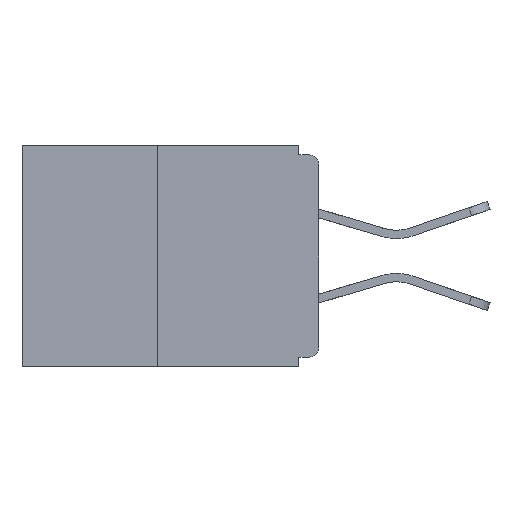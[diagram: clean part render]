
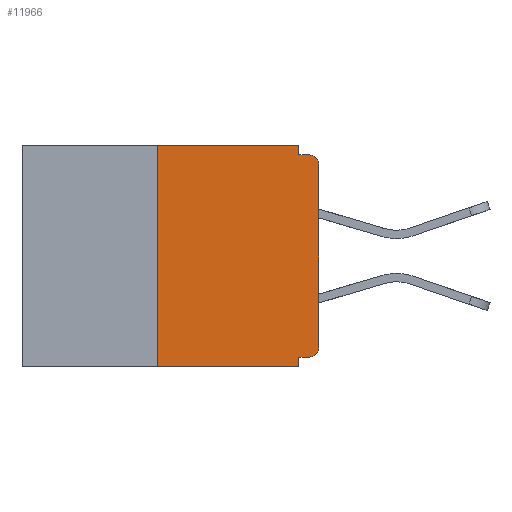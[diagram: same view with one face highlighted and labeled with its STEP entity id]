
A CAD part, left-side view. The second image highlights one B-rep face of the part: STEP entity #11966.
In plain terms, the highlighted planar face has unit normal (-1, 0, 0).
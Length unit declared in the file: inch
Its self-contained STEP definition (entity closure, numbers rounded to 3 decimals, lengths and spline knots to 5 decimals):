
#236 = VECTOR ( 'NONE', #3464, 39.37008 ) ;
#648 = EDGE_CURVE ( 'NONE', #9351, #5938, #8556, .T. ) ;
#927 = VECTOR ( 'NONE', #11825, 39.37008 ) ;
#1031 = DIRECTION ( 'NONE',  ( -1., 0., 0. ) ) ;
#1228 = ORIENTED_EDGE ( 'NONE', *, *, #3031, .F. ) ;
#1243 = ORIENTED_EDGE ( 'NONE', *, *, #6596, .F. ) ;
#1263 = DIRECTION ( 'NONE',  ( -1., 0., 0. ) ) ;
#1266 = LINE ( 'NONE', #10747, #10754 ) ;
#1636 = LINE ( 'NONE', #8169, #2846 ) ;
#1958 = VERTEX_POINT ( 'NONE', #11951 ) ;
#2060 = CIRCLE ( 'NONE', #6501, 0.015 ) ;
#2323 = DIRECTION ( 'NONE',  ( 0., -1., 0. ) ) ;
#2498 = DIRECTION ( 'NONE',  ( 1., 0., 0. ) ) ;
#2517 = CARTESIAN_POINT ( 'NONE',  ( 0., 0.031, -0.343 ) ) ;
#2649 = CARTESIAN_POINT ( 'NONE',  ( 0., 0.25, -0.343 ) ) ;
#2669 = CIRCLE ( 'NONE', #10084, 0.015 ) ;
#2796 = CARTESIAN_POINT ( 'NONE',  ( 0., 0.46, -0.343 ) ) ;
#2846 = VECTOR ( 'NONE', #2323, 39.37008 ) ;
#2930 = CARTESIAN_POINT ( 'NONE',  ( 0., 0.25, 0. ) ) ;
#3031 = EDGE_CURVE ( 'NONE', #4389, #5938, #11592, .T. ) ;
#3262 = AXIS2_PLACEMENT_3D ( 'NONE', #6372, #2498, #4576 ) ;
#3464 = DIRECTION ( 'NONE',  ( 0., -1., 0. ) ) ;
#3525 = VECTOR ( 'NONE', #9668, 39.37008 ) ;
#3612 = VECTOR ( 'NONE', #10403, 39.37008 ) ;
#4080 = CARTESIAN_POINT ( 'NONE',  ( 0., 0.031, -0.328 ) ) ;
#4095 = EDGE_CURVE ( 'NONE', #7052, #10456, #6796, .T. ) ;
#4143 = DIRECTION ( 'NONE',  ( 0., 0., -1. ) ) ;
#4173 = EDGE_LOOP ( 'NONE', ( #10609, #5615, #11930, #1228, #11078, #11018, #11023, #10486, #7217, #1243 ) ) ;
#4294 = CARTESIAN_POINT ( 'NONE',  ( 0., 0.031, -0.015 ) ) ;
#4319 = EDGE_CURVE ( 'NONE', #4733, #1958, #2060, .T. ) ;
#4389 = VERTEX_POINT ( 'NONE', #4080 ) ;
#4576 = DIRECTION ( 'NONE',  ( 0., 0., -1. ) ) ;
#4733 = VERTEX_POINT ( 'NONE', #4959 ) ;
#4863 = CARTESIAN_POINT ( 'NONE',  ( 0., 0., 0. ) ) ;
#4959 = CARTESIAN_POINT ( 'NONE',  ( 0., 0., -0.03 ) ) ;
#5164 = VECTOR ( 'NONE', #11593, 39.37008 ) ;
#5295 = CARTESIAN_POINT ( 'NONE',  ( 0., 0.031, -0.343 ) ) ;
#5615 = ORIENTED_EDGE ( 'NONE', *, *, #8119, .F. ) ;
#5674 = CARTESIAN_POINT ( 'NONE',  ( 0., 0., -0.313 ) ) ;
#5938 = VERTEX_POINT ( 'NONE', #5295 ) ;
#6005 = DIRECTION ( 'NONE',  ( 0., 0., -1. ) ) ;
#6350 = VERTEX_POINT ( 'NONE', #4294 ) ;
#6372 = CARTESIAN_POINT ( 'NONE',  ( 0., 0.46, 0. ) ) ;
#6501 = AXIS2_PLACEMENT_3D ( 'NONE', #6924, #1031, #6005 ) ;
#6596 = EDGE_CURVE ( 'NONE', #10456, #6350, #1266, .T. ) ;
#6796 = LINE ( 'NONE', #7316, #236 ) ;
#6875 = DIRECTION ( 'NONE',  ( 0., 0., -1. ) ) ;
#6924 = CARTESIAN_POINT ( 'NONE',  ( 0., 0.015, -0.03 ) ) ;
#6984 = DIRECTION ( 'NONE',  ( 0., 1., 0. ) ) ;
#7052 = VERTEX_POINT ( 'NONE', #7714 ) ;
#7217 = ORIENTED_EDGE ( 'NONE', *, *, #9232, .F. ) ;
#7316 = CARTESIAN_POINT ( 'NONE',  ( 0., 0.46, 0. ) ) ;
#7502 = PLANE ( 'NONE',  #3262 ) ;
#7658 = VECTOR ( 'NONE', #6984, 39.37008 ) ;
#7709 = FACE_OUTER_BOUND ( 'NONE', #4173, .T. ) ;
#7714 = CARTESIAN_POINT ( 'NONE',  ( 0., 0.25, 0. ) ) ;
#7792 = VERTEX_POINT ( 'NONE', #5674 ) ;
#7882 = EDGE_CURVE ( 'NONE', #7792, #4733, #8714, .T. ) ;
#8119 = EDGE_CURVE ( 'NONE', #9351, #7052, #11335, .T. ) ;
#8169 = CARTESIAN_POINT ( 'NONE',  ( 0., 0., -0.015 ) ) ;
#8436 = LINE ( 'NONE', #8897, #7658 ) ;
#8556 = LINE ( 'NONE', #2796, #3525 ) ;
#8714 = LINE ( 'NONE', #4863, #927 ) ;
#8897 = CARTESIAN_POINT ( 'NONE',  ( 0., 0., -0.328 ) ) ;
#9038 = VERTEX_POINT ( 'NONE', #10475 ) ;
#9217 = CARTESIAN_POINT ( 'NONE',  ( 0., 0.015, -0.313 ) ) ;
#9232 = EDGE_CURVE ( 'NONE', #6350, #1958, #1636, .T. ) ;
#9351 = VERTEX_POINT ( 'NONE', #2649 ) ;
#9668 = DIRECTION ( 'NONE',  ( 0., -1., 0. ) ) ;
#10084 = AXIS2_PLACEMENT_3D ( 'NONE', #9217, #1263, #4143 ) ;
#10350 = CARTESIAN_POINT ( 'NONE',  ( 0., 0.031, 0. ) ) ;
#10403 = DIRECTION ( 'NONE',  ( 0., 0., -1. ) ) ;
#10456 = VERTEX_POINT ( 'NONE', #10350 ) ;
#10475 = CARTESIAN_POINT ( 'NONE',  ( 0., 0.015, -0.328 ) ) ;
#10486 = ORIENTED_EDGE ( 'NONE', *, *, #4319, .T. ) ;
#10609 = ORIENTED_EDGE ( 'NONE', *, *, #4095, .F. ) ;
#10747 = CARTESIAN_POINT ( 'NONE',  ( 0., 0.031, 0. ) ) ;
#10754 = VECTOR ( 'NONE', #6875, 39.37008 ) ;
#11018 = ORIENTED_EDGE ( 'NONE', *, *, #11414, .T. ) ;
#11023 = ORIENTED_EDGE ( 'NONE', *, *, #7882, .T. ) ;
#11078 = ORIENTED_EDGE ( 'NONE', *, *, #12125, .F. ) ;
#11335 = LINE ( 'NONE', #2930, #5164 ) ;
#11414 = EDGE_CURVE ( 'NONE', #9038, #7792, #2669, .T. ) ;
#11592 = LINE ( 'NONE', #2517, #3612 ) ;
#11593 = DIRECTION ( 'NONE',  ( 0., 0., 1. ) ) ;
#11825 = DIRECTION ( 'NONE',  ( 0., 0., 1. ) ) ;
#11930 = ORIENTED_EDGE ( 'NONE', *, *, #648, .T. ) ;
#11951 = CARTESIAN_POINT ( 'NONE',  ( 0., 0.015, -0.015 ) ) ;
#11966 = ADVANCED_FACE ( 'NONE', ( #7709 ), #7502, .F. ) ;
#12125 = EDGE_CURVE ( 'NONE', #9038, #4389, #8436, .T. ) ;
